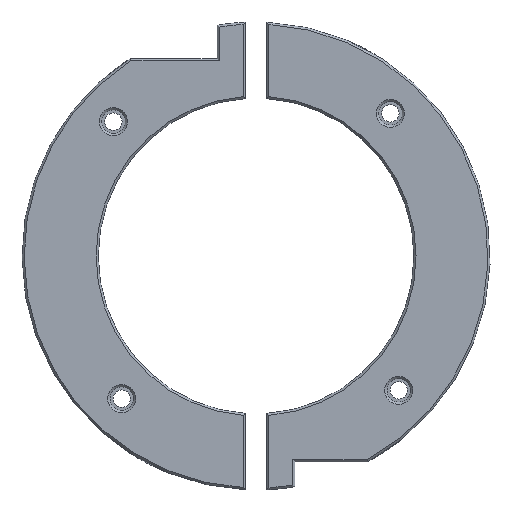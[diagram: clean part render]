
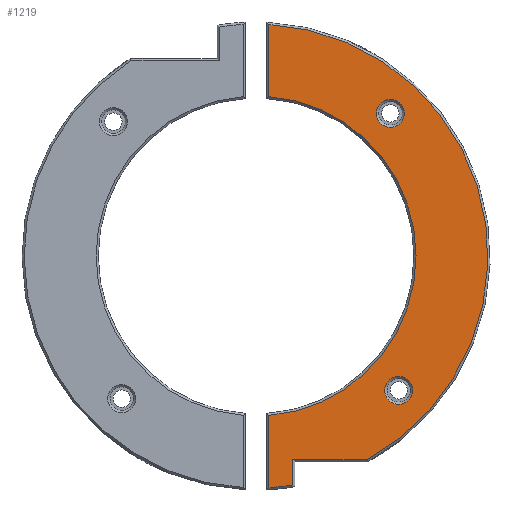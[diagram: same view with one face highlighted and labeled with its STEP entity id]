
A CAD part, front view. The second image highlights one B-rep face of the part: STEP entity #1219.
In plain terms, the highlighted planar face has unit normal (0, -1, 0).
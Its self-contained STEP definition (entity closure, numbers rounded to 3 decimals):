
#75=FACE_BOUND('',#240,.T.);
#76=FACE_BOUND('',#241,.T.);
#105=PLANE('',#1334);
#155=FACE_OUTER_BOUND('',#239,.T.);
#239=EDGE_LOOP('',(#931,#932,#933,#934,#935,#936,#937));
#240=EDGE_LOOP('',(#938));
#241=EDGE_LOOP('',(#939));
#336=LINE('',#1988,#420);
#337=LINE('',#2014,#421);
#339=LINE('',#2017,#423);
#342=LINE('',#2023,#426);
#420=VECTOR('',#1523,10.);
#421=VECTOR('',#1534,10.);
#423=VECTOR('',#1538,10.);
#426=VECTOR('',#1543,10.);
#497=CIRCLE('',#1324,43.167);
#498=CIRCLE('',#1326,43.167);
#500=CIRCLE('',#1332,29.775);
#501=CIRCLE('',#1335,2.6);
#502=CIRCLE('',#1336,2.6);
#574=VERTEX_POINT('',#1982);
#575=VERTEX_POINT('',#1987);
#576=VERTEX_POINT('',#1994);
#577=VERTEX_POINT('',#2001);
#578=VERTEX_POINT('',#2006);
#579=VERTEX_POINT('',#2013);
#581=VERTEX_POINT('',#2022);
#582=VERTEX_POINT('',#2034);
#583=VERTEX_POINT('',#2036);
#696=EDGE_CURVE('',#574,#575,#336,.T.);
#698=EDGE_CURVE('',#575,#576,#497,.T.);
#701=EDGE_CURVE('',#577,#578,#498,.T.);
#703=EDGE_CURVE('',#579,#577,#337,.T.);
#705=EDGE_CURVE('',#576,#579,#339,.T.);
#708=EDGE_CURVE('',#578,#581,#342,.T.);
#711=EDGE_CURVE('',#581,#574,#500,.T.);
#713=EDGE_CURVE('',#582,#582,#501,.T.);
#714=EDGE_CURVE('',#583,#583,#502,.T.);
#931=ORIENTED_EDGE('',*,*,#701,.F.);
#932=ORIENTED_EDGE('',*,*,#703,.F.);
#933=ORIENTED_EDGE('',*,*,#705,.F.);
#934=ORIENTED_EDGE('',*,*,#698,.F.);
#935=ORIENTED_EDGE('',*,*,#696,.F.);
#936=ORIENTED_EDGE('',*,*,#711,.F.);
#937=ORIENTED_EDGE('',*,*,#708,.F.);
#938=ORIENTED_EDGE('',*,*,#713,.F.);
#939=ORIENTED_EDGE('',*,*,#714,.F.);
#1219=ADVANCED_FACE('',(#155,#75,#76),#105,.F.);
#1324=AXIS2_PLACEMENT_3D('',#1995,#1526,#1527);
#1326=AXIS2_PLACEMENT_3D('',#2007,#1530,#1531);
#1332=AXIS2_PLACEMENT_3D('',#2030,#1548,#1549);
#1334=AXIS2_PLACEMENT_3D('',#2033,#1553,#1554);
#1335=AXIS2_PLACEMENT_3D('',#2035,#1555,#1556);
#1336=AXIS2_PLACEMENT_3D('',#2037,#1557,#1558);
#1523=DIRECTION('',(0.,0.,1.));
#1526=DIRECTION('center_axis',(0.,1.,0.));
#1527=DIRECTION('ref_axis',(1.,0.,0.));
#1530=DIRECTION('center_axis',(0.,1.,0.));
#1531=DIRECTION('ref_axis',(1.,0.,0.));
#1534=DIRECTION('',(0.,0.,-1.));
#1538=DIRECTION('',(-1.,0.,0.));
#1543=DIRECTION('',(0.,0.,1.));
#1548=DIRECTION('center_axis',(0.,-1.,0.));
#1549=DIRECTION('ref_axis',(1.,0.,0.));
#1553=DIRECTION('center_axis',(0.,1.,0.));
#1554=DIRECTION('ref_axis',(1.,0.,0.));
#1555=DIRECTION('center_axis',(0.,-1.,0.));
#1556=DIRECTION('ref_axis',(1.,0.,0.));
#1557=DIRECTION('center_axis',(0.,-1.,0.));
#1558=DIRECTION('ref_axis',(1.,0.,0.));
#1982=CARTESIAN_POINT('',(180.969,1.588,-138.437));
#1987=CARTESIAN_POINT('',(180.969,1.588,-125.015));
#1988=CARTESIAN_POINT('',(180.969,1.588,-153.462));
#1994=CARTESIAN_POINT('',(199.231,1.588,-206.016));
#1995=CARTESIAN_POINT('Origin',(178.569,1.588,-168.115));
#2001=CARTESIAN_POINT('',(185.413,1.588,-210.736));
#2006=CARTESIAN_POINT('',(180.969,1.588,-211.216));
#2007=CARTESIAN_POINT('Origin',(178.569,1.588,-168.115));
#2013=CARTESIAN_POINT('',(185.413,1.588,-206.016));
#2014=CARTESIAN_POINT('',(185.413,1.588,-187.633));
#2017=CARTESIAN_POINT('',(193.583,1.588,-206.016));
#2022=CARTESIAN_POINT('',(180.969,1.588,-197.793));
#2023=CARTESIAN_POINT('',(180.969,1.588,-189.876));
#2030=CARTESIAN_POINT('Origin',(178.569,1.588,-168.115));
#2033=CARTESIAN_POINT('Origin',(201.352,1.588,-168.115));
#2034=CARTESIAN_POINT('',(200.969,1.588,-141.561));
#2035=CARTESIAN_POINT('Origin',(203.569,1.588,-141.561));
#2036=CARTESIAN_POINT('',(202.523,1.588,-193.115));
#2037=CARTESIAN_POINT('Origin',(205.123,1.588,-193.115));
